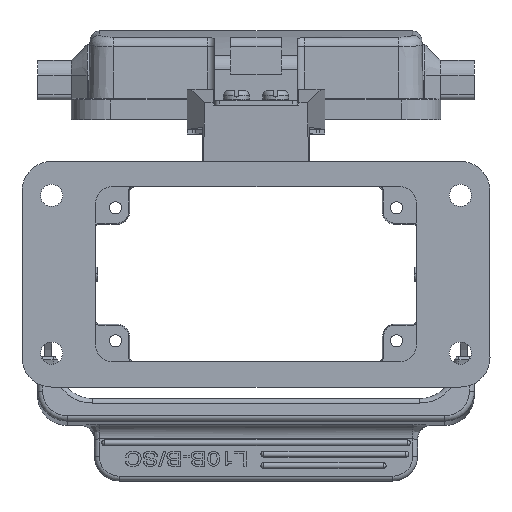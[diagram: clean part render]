
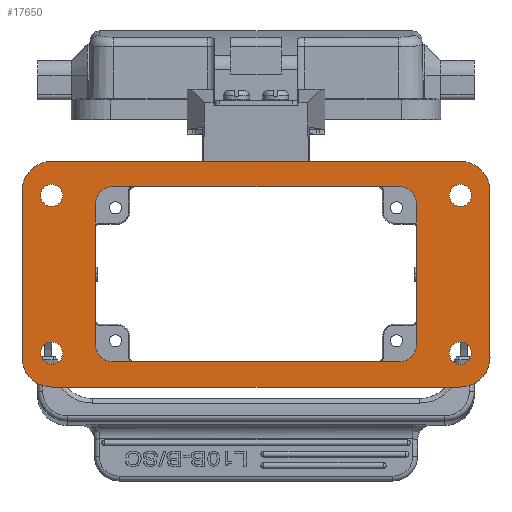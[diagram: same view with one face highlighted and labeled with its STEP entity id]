
A CAD part, front view. The second image highlights one B-rep face of the part: STEP entity #17650.
In plain terms, the highlighted planar face has unit normal (0, -1, 0).
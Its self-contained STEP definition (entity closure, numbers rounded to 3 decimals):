
#448=B_SPLINE_CURVE_WITH_KNOTS('',3,(#51047,#51048,#51049,#51050),
 .UNSPECIFIED.,.F.,.F.,(4,4),(0.,1.),.UNSPECIFIED.);
#449=B_SPLINE_CURVE_WITH_KNOTS('',3,(#51054,#51055,#51056,#51057),
 .UNSPECIFIED.,.F.,.F.,(4,4),(0.,1.),.UNSPECIFIED.);
#450=B_SPLINE_CURVE_WITH_KNOTS('',3,(#51061,#51062,#51063,#51064),
 .UNSPECIFIED.,.F.,.F.,(4,4),(0.,1.),.UNSPECIFIED.);
#451=B_SPLINE_CURVE_WITH_KNOTS('',3,(#51068,#51069,#51070,#51071),
 .UNSPECIFIED.,.F.,.F.,(4,4),(0.,1.),.UNSPECIFIED.);
#13021=FACE_BOUND('',#21443,.T.);
#13022=FACE_BOUND('',#21444,.T.);
#13023=FACE_BOUND('',#21445,.T.);
#13024=FACE_BOUND('',#21446,.T.);
#13025=FACE_BOUND('',#21447,.T.);
#13026=FACE_BOUND('',#21448,.T.);
#14047=LINE('',#51088,#15844);
#14048=LINE('',#51092,#15845);
#14049=LINE('',#51096,#15846);
#14050=LINE('',#51100,#15847);
#15844=VECTOR('',#42514,1.);
#15845=VECTOR('',#42517,1.);
#15846=VECTOR('',#42520,1.);
#15847=VECTOR('',#42523,1.);
#17650=ADVANCED_FACE('',(#13021,#13022,#13023,#13024,#13025,#13026),#19088,
 .F.);
#19088=PLANE('',#39571);
#21443=EDGE_LOOP('',(#23931,#23932,#23933,#23934,#23935,#23936,#23937,#23938));
#21444=EDGE_LOOP('',(#23939,#23940));
#21445=EDGE_LOOP('',(#23941,#23942));
#21446=EDGE_LOOP('',(#23943,#23944));
#21447=EDGE_LOOP('',(#23945,#23946));
#21448=EDGE_LOOP('',(#23947,#23948,#23949,#23950,#23951,#23952,#23953,#23954));
#23931=ORIENTED_EDGE('',*,*,#34719,.F.);
#23932=ORIENTED_EDGE('',*,*,#34720,.F.);
#23933=ORIENTED_EDGE('',*,*,#34721,.F.);
#23934=ORIENTED_EDGE('',*,*,#34722,.F.);
#23935=ORIENTED_EDGE('',*,*,#34723,.F.);
#23936=ORIENTED_EDGE('',*,*,#34724,.F.);
#23937=ORIENTED_EDGE('',*,*,#34725,.F.);
#23938=ORIENTED_EDGE('',*,*,#34726,.F.);
#23939=ORIENTED_EDGE('',*,*,#34727,.F.);
#23940=ORIENTED_EDGE('',*,*,#34728,.F.);
#23941=ORIENTED_EDGE('',*,*,#34729,.F.);
#23942=ORIENTED_EDGE('',*,*,#34730,.F.);
#23943=ORIENTED_EDGE('',*,*,#34731,.F.);
#23944=ORIENTED_EDGE('',*,*,#34732,.F.);
#23945=ORIENTED_EDGE('',*,*,#34733,.F.);
#23946=ORIENTED_EDGE('',*,*,#34718,.F.);
#23947=ORIENTED_EDGE('',*,*,#34734,.F.);
#23948=ORIENTED_EDGE('',*,*,#34735,.T.);
#23949=ORIENTED_EDGE('',*,*,#34736,.F.);
#23950=ORIENTED_EDGE('',*,*,#34737,.T.);
#23951=ORIENTED_EDGE('',*,*,#34738,.F.);
#23952=ORIENTED_EDGE('',*,*,#34739,.T.);
#23953=ORIENTED_EDGE('',*,*,#34740,.F.);
#23954=ORIENTED_EDGE('',*,*,#34741,.T.);
#31782=VERTEX_POINT('',#51039);
#31783=VERTEX_POINT('',#51041);
#31784=VERTEX_POINT('',#51045);
#31785=VERTEX_POINT('',#51046);
#31786=VERTEX_POINT('',#51051);
#31787=VERTEX_POINT('',#51053);
#31788=VERTEX_POINT('',#51058);
#31789=VERTEX_POINT('',#51060);
#31790=VERTEX_POINT('',#51065);
#31791=VERTEX_POINT('',#51067);
#31792=VERTEX_POINT('',#51073);
#31793=VERTEX_POINT('',#51074);
#31794=VERTEX_POINT('',#51077);
#31795=VERTEX_POINT('',#51078);
#31796=VERTEX_POINT('',#51081);
#31797=VERTEX_POINT('',#51082);
#31798=VERTEX_POINT('',#51086);
#31799=VERTEX_POINT('',#51087);
#31800=VERTEX_POINT('',#51089);
#31801=VERTEX_POINT('',#51091);
#31802=VERTEX_POINT('',#51093);
#31803=VERTEX_POINT('',#51095);
#31804=VERTEX_POINT('',#51097);
#31805=VERTEX_POINT('',#51099);
#34718=EDGE_CURVE('',#31783,#31782,#38525,.T.);
#34719=EDGE_CURVE('',#31784,#31785,#38526,.T.);
#34720=EDGE_CURVE('',#31786,#31784,#448,.T.);
#34721=EDGE_CURVE('',#31787,#31786,#38527,.T.);
#34722=EDGE_CURVE('',#31788,#31787,#449,.T.);
#34723=EDGE_CURVE('',#31789,#31788,#38528,.T.);
#34724=EDGE_CURVE('',#31790,#31789,#450,.T.);
#34725=EDGE_CURVE('',#31791,#31790,#38529,.T.);
#34726=EDGE_CURVE('',#31785,#31791,#451,.T.);
#34727=EDGE_CURVE('',#31792,#31793,#38530,.T.);
#34728=EDGE_CURVE('',#31793,#31792,#38531,.T.);
#34729=EDGE_CURVE('',#31794,#31795,#38532,.T.);
#34730=EDGE_CURVE('',#31795,#31794,#38533,.T.);
#34731=EDGE_CURVE('',#31796,#31797,#38534,.T.);
#34732=EDGE_CURVE('',#31797,#31796,#38535,.T.);
#34733=EDGE_CURVE('',#31782,#31783,#38536,.T.);
#34734=EDGE_CURVE('',#31798,#31799,#38537,.T.);
#34735=EDGE_CURVE('',#31798,#31800,#14047,.T.);
#34736=EDGE_CURVE('',#31801,#31800,#38538,.T.);
#34737=EDGE_CURVE('',#31801,#31802,#14048,.T.);
#34738=EDGE_CURVE('',#31803,#31802,#38539,.T.);
#34739=EDGE_CURVE('',#31803,#31804,#14049,.T.);
#34740=EDGE_CURVE('',#31805,#31804,#38540,.T.);
#34741=EDGE_CURVE('',#31805,#31799,#14050,.T.);
#38525=CIRCLE('',#39554,2.25);
#38526=CIRCLE('',#39556,5.999);
#38527=CIRCLE('',#39557,5.999);
#38528=CIRCLE('',#39558,5.999);
#38529=CIRCLE('',#39559,5.999);
#38530=CIRCLE('',#39560,2.25);
#38531=CIRCLE('',#39561,2.25);
#38532=CIRCLE('',#39562,2.25);
#38533=CIRCLE('',#39563,2.25);
#38534=CIRCLE('',#39564,2.25);
#38535=CIRCLE('',#39565,2.25);
#38536=CIRCLE('',#39566,2.25);
#38537=CIRCLE('',#39567,3.499);
#38538=CIRCLE('',#39568,3.499);
#38539=CIRCLE('',#39569,3.499);
#38540=CIRCLE('',#39570,3.499);
#39554=AXIS2_PLACEMENT_3D('',#51042,#42486,#42487);
#39556=AXIS2_PLACEMENT_3D('',#51044,#42490,#42491);
#39557=AXIS2_PLACEMENT_3D('',#51052,#42492,#42493);
#39558=AXIS2_PLACEMENT_3D('',#51059,#42494,#42495);
#39559=AXIS2_PLACEMENT_3D('',#51066,#42496,#42497);
#39560=AXIS2_PLACEMENT_3D('',#51072,#42498,#42499);
#39561=AXIS2_PLACEMENT_3D('',#51075,#42500,#42501);
#39562=AXIS2_PLACEMENT_3D('',#51076,#42502,#42503);
#39563=AXIS2_PLACEMENT_3D('',#51079,#42504,#42505);
#39564=AXIS2_PLACEMENT_3D('',#51080,#42506,#42507);
#39565=AXIS2_PLACEMENT_3D('',#51083,#42508,#42509);
#39566=AXIS2_PLACEMENT_3D('',#51084,#42510,#42511);
#39567=AXIS2_PLACEMENT_3D('',#51085,#42512,#42513);
#39568=AXIS2_PLACEMENT_3D('',#51090,#42515,#42516);
#39569=AXIS2_PLACEMENT_3D('',#51094,#42518,#42519);
#39570=AXIS2_PLACEMENT_3D('',#51098,#42521,#42522);
#39571=AXIS2_PLACEMENT_3D('',#51101,#42524,#42525);
#42486=DIRECTION('',(0.,-1.,0.));
#42487=DIRECTION('',(-1.,0.,0.));
#42490=DIRECTION('',(0.,1.,0.));
#42491=DIRECTION('',(1.,0.,0.));
#42492=DIRECTION('',(0.,1.,0.));
#42493=DIRECTION('',(0.,0.,1.));
#42494=DIRECTION('',(0.,1.,0.));
#42495=DIRECTION('',(-1.,0.,0.));
#42496=DIRECTION('',(0.,1.,0.));
#42497=DIRECTION('',(0.,0.,-1.));
#42498=DIRECTION('',(0.,-1.,0.));
#42499=DIRECTION('',(1.,0.,0.));
#42500=DIRECTION('',(0.,-1.,0.));
#42501=DIRECTION('',(-1.,0.,0.));
#42502=DIRECTION('',(0.,-1.,0.));
#42503=DIRECTION('',(1.,0.,0.));
#42504=DIRECTION('',(0.,-1.,0.));
#42505=DIRECTION('',(-1.,0.,0.));
#42506=DIRECTION('',(0.,-1.,0.));
#42507=DIRECTION('',(1.,0.,0.));
#42508=DIRECTION('',(0.,-1.,0.));
#42509=DIRECTION('',(-1.,0.,0.));
#42510=DIRECTION('',(0.,-1.,0.));
#42511=DIRECTION('',(1.,0.,0.));
#42512=DIRECTION('',(0.,-1.,0.));
#42513=DIRECTION('',(1.,0.,0.));
#42514=DIRECTION('',(0.,0.,-1.));
#42515=DIRECTION('',(0.,-1.,0.));
#42516=DIRECTION('',(0.,0.,-1.));
#42517=DIRECTION('',(-1.,0.,0.));
#42518=DIRECTION('',(0.,-1.,0.));
#42519=DIRECTION('',(-1.,0.,0.));
#42520=DIRECTION('',(0.,0.,1.));
#42521=DIRECTION('',(0.,-1.,0.));
#42522=DIRECTION('',(0.,0.,1.));
#42523=DIRECTION('',(1.,0.,0.));
#42524=DIRECTION('',(0.,1.,0.));
#42525=DIRECTION('',(1.,0.,0.));
#51039=CARTESIAN_POINT('',(8.25,0.,-65.874));
#51041=CARTESIAN_POINT('',(3.75,0.,-65.874));
#51042=CARTESIAN_POINT('',(6.,0.,-65.874));
#51044=CARTESIAN_POINT('',(89.001,0.,-66.76));
#51045=CARTESIAN_POINT('',(95.,0.,-66.759));
#51046=CARTESIAN_POINT('',(89.001,0.,-72.758));
#51047=CARTESIAN_POINT('',(95.,0.,-32.99));
#51048=CARTESIAN_POINT('',(95.,0.,-44.246));
#51049=CARTESIAN_POINT('',(95.,0.,-55.503));
#51050=CARTESIAN_POINT('',(95.,0.,-66.759));
#51051=CARTESIAN_POINT('',(95.,0.,-32.99));
#51052=CARTESIAN_POINT('',(89.001,0.,-32.989));
#51053=CARTESIAN_POINT('',(89.001,0.,-26.991));
#51054=CARTESIAN_POINT('',(5.999,0.,-26.99));
#51055=CARTESIAN_POINT('',(33.666,0.,-26.99));
#51056=CARTESIAN_POINT('',(61.334,0.,-26.99));
#51057=CARTESIAN_POINT('',(89.001,0.,-26.99));
#51058=CARTESIAN_POINT('',(5.999,0.,-26.991));
#51059=CARTESIAN_POINT('',(5.999,0.,-32.989));
#51060=CARTESIAN_POINT('',(0.,0.,-32.99));
#51061=CARTESIAN_POINT('',(0.,0.,-66.759));
#51062=CARTESIAN_POINT('',(0.,0.,-55.503));
#51063=CARTESIAN_POINT('',(0.,0.,-44.246));
#51064=CARTESIAN_POINT('',(0.,0.,-32.99));
#51065=CARTESIAN_POINT('',(0.,0.,-66.759));
#51066=CARTESIAN_POINT('',(5.999,0.,-66.76));
#51067=CARTESIAN_POINT('',(5.999,0.,-72.758));
#51068=CARTESIAN_POINT('',(89.001,0.,-72.758));
#51069=CARTESIAN_POINT('',(61.334,0.,-72.758));
#51070=CARTESIAN_POINT('',(33.666,0.,-72.758));
#51071=CARTESIAN_POINT('',(5.999,0.,-72.758));
#51072=CARTESIAN_POINT('',(89.,0.,-33.874));
#51073=CARTESIAN_POINT('',(91.25,0.,-33.874));
#51074=CARTESIAN_POINT('',(86.75,0.,-33.874));
#51075=CARTESIAN_POINT('',(89.,0.,-33.874));
#51076=CARTESIAN_POINT('',(89.,0.,-65.874));
#51077=CARTESIAN_POINT('',(91.25,0.,-65.874));
#51078=CARTESIAN_POINT('',(86.75,0.,-65.874));
#51079=CARTESIAN_POINT('',(89.,0.,-65.874));
#51080=CARTESIAN_POINT('',(6.,0.,-33.874));
#51081=CARTESIAN_POINT('',(8.25,0.,-33.874));
#51082=CARTESIAN_POINT('',(3.75,0.,-33.874));
#51083=CARTESIAN_POINT('',(6.,0.,-33.874));
#51084=CARTESIAN_POINT('',(6.,0.,-65.874));
#51085=CARTESIAN_POINT('',(76.589,0.,-35.586));
#51086=CARTESIAN_POINT('',(80.088,0.,-35.586));
#51087=CARTESIAN_POINT('',(76.589,0.,-32.086));
#51088=CARTESIAN_POINT('',(80.088,0.,-35.586));
#51089=CARTESIAN_POINT('',(80.088,0.,-64.163));
#51090=CARTESIAN_POINT('',(76.589,0.,-64.163));
#51091=CARTESIAN_POINT('',(76.589,0.,-67.662));
#51092=CARTESIAN_POINT('',(76.589,0.,-67.662));
#51093=CARTESIAN_POINT('',(18.412,0.,-67.662));
#51094=CARTESIAN_POINT('',(18.411,0.,-64.163));
#51095=CARTESIAN_POINT('',(14.912,0.,-64.163));
#51096=CARTESIAN_POINT('',(14.912,0.,-64.163));
#51097=CARTESIAN_POINT('',(14.912,0.,-35.586));
#51098=CARTESIAN_POINT('',(18.411,0.,-35.586));
#51099=CARTESIAN_POINT('',(18.411,0.,-32.086));
#51100=CARTESIAN_POINT('',(18.411,0.,-32.086));
#51101=CARTESIAN_POINT('',(47.5,0.,-49.874));
